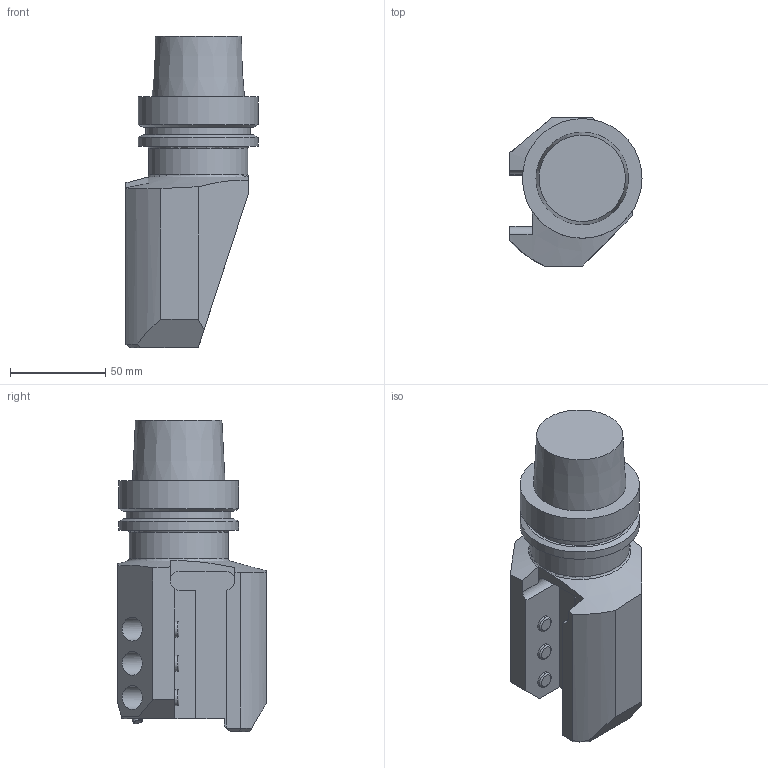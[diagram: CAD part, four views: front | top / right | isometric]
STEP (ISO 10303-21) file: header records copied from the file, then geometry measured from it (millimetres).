
FILE_DESCRIPTION(/* description */ (''),/* implementation_level */ '2;1');
FILE_NAME(/* name */ '1548326071121.stp',/* time_stamp */ '2019-01-24T16:04:53+06:00',/* author */ (''),/* organization */ ('SMS'),/* preprocessor_version */ 'ST-DEVELOPER v15',/* originating_system */ 'SIEMENS PLM Software NX 8.5',/* authorisation */ '');
FILE_SCHEMA (('AUTOMOTIVE_DESIGN { 1 0 10303 214 3 1 1 1 }'));
Length unit declared in the file: millimetre
Products named in the file (1): 112030721mod000_01
Bounding box: 69.47 x 78 x 163.9 mm (x, y, z)
Volume: 409288.5 mm3; surface area: 44929.3 mm2
Topology: 1 solids, 1 shells, 70 faces, 171 edges, 117 vertices
Faces by surface type: plane 43, cylinder 14, cone 8, torus 5
Full cylindrical faces by diameter (mm): 5 x1, 8.5 x3, 12.5 x3, 52.2 x1, 54.95 x1, 62.94 x2
Entity records: 1953 total; most frequent: CARTESIAN_POINT 391, DIRECTION 312, ORIENTED_EDGE 278, EDGE_CURVE 139, AXIS2_PLACEMENT_3D 120, VERTEX_POINT 102, EDGE_LOOP 101, LINE 72
